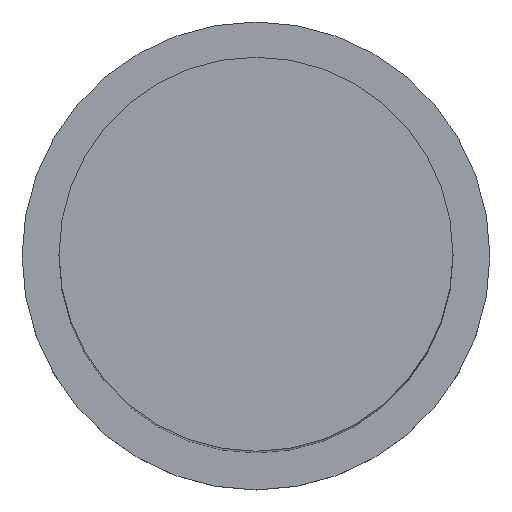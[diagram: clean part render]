
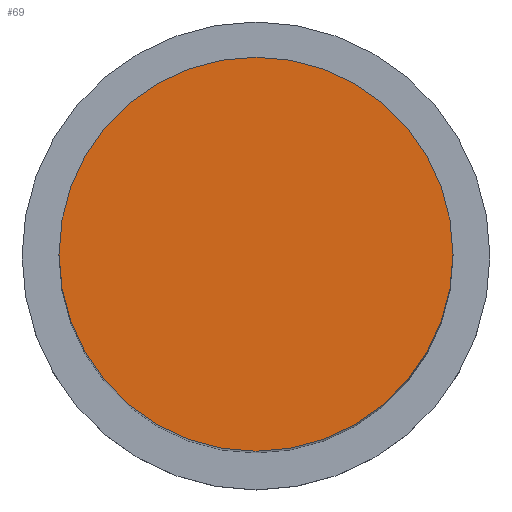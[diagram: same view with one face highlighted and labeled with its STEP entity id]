
A CAD part, top view. The second image highlights one B-rep face of the part: STEP entity #69.
In plain terms, the highlighted planar face has unit normal (0, 0, 1).
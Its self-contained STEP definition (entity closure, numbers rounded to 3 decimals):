
#53=EDGE_CURVE('240[2]',#135,#135,#136,.T.);
#69=ADVANCED_FACE('240[2]',(#160),#161,.T.);
#135=VERTEX_POINT('',#306);
#136=CIRCLE('',#307,16.0);
#160=FACE_OUTER_BOUND('',#402,.T.);
#161=PLANE('',#403);
#306=CARTESIAN_POINT('',(0.,16.0,80.));
#307=AXIS2_PLACEMENT_3D('',#485,#486,#487);
#402=EDGE_LOOP('',(#512));
#403=AXIS2_PLACEMENT_3D('',#513,#514,#515);
#485=CARTESIAN_POINT('',(0.,0.,80.));
#486=DIRECTION('',(0.,0.,-1.0));
#487=DIRECTION('',(0.,1.0,0.));
#512=ORIENTED_EDGE('',*,*,#53,.F.);
#513=CARTESIAN_POINT('',(0.,8.,80.));
#514=DIRECTION('',(0.,0.,1.0));
#515=DIRECTION('',(1.0,0.,0.0));
